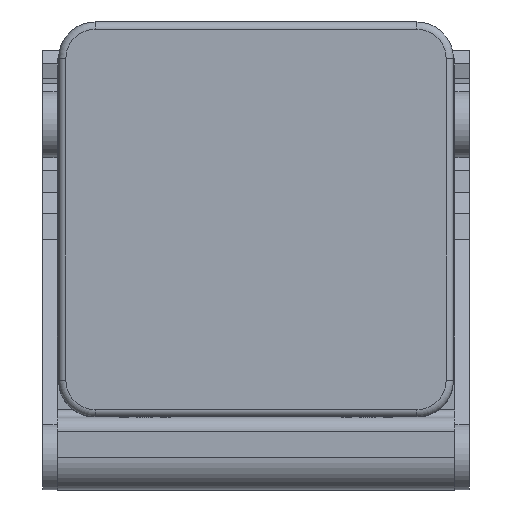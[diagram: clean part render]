
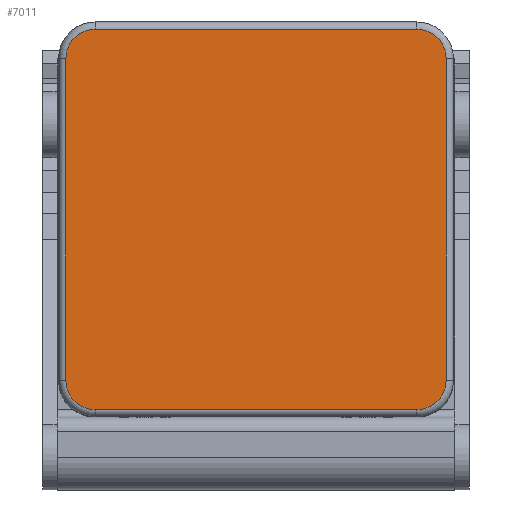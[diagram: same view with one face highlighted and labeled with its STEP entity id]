
A CAD part, top view. The second image highlights one B-rep face of the part: STEP entity #7011.
In plain terms, the highlighted planar face has unit normal (0, 0, 1).
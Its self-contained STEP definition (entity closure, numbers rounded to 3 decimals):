
#249=PLANE('',#7553);
#592=FACE_OUTER_BOUND('',#1001,.T.);
#1001=EDGE_LOOP('',(#5977,#5978,#5979,#5980,#5981,#5982,#5983,#5984));
#1257=CIRCLE('',#7535,4.);
#1261=CIRCLE('',#7541,4.);
#1264=CIRCLE('',#7546,4.);
#1267=CIRCLE('',#7551,4.);
#1911=LINE('',#14672,#2602);
#1912=LINE('',#14680,#2603);
#1913=LINE('',#14688,#2604);
#1914=LINE('',#14694,#2605);
#2602=VECTOR('',#9007,10.);
#2603=VECTOR('',#9018,10.);
#2604=VECTOR('',#9029,10.);
#2605=VECTOR('',#9038,10.);
#3294=VERTEX_POINT('',#14664);
#3295=VERTEX_POINT('',#14666);
#3296=VERTEX_POINT('',#14670);
#3297=VERTEX_POINT('',#14674);
#3298=VERTEX_POINT('',#14678);
#3299=VERTEX_POINT('',#14682);
#3300=VERTEX_POINT('',#14686);
#3301=VERTEX_POINT('',#14690);
#4210=EDGE_CURVE('',#3294,#3295,#1257,.T.);
#4213=EDGE_CURVE('',#3295,#3296,#1911,.T.);
#4215=EDGE_CURVE('',#3296,#3297,#1261,.T.);
#4217=EDGE_CURVE('',#3297,#3298,#1912,.T.);
#4219=EDGE_CURVE('',#3298,#3299,#1264,.T.);
#4221=EDGE_CURVE('',#3299,#3300,#1913,.T.);
#4223=EDGE_CURVE('',#3300,#3301,#1267,.T.);
#4224=EDGE_CURVE('',#3301,#3294,#1914,.T.);
#5977=ORIENTED_EDGE('',*,*,#4210,.F.);
#5978=ORIENTED_EDGE('',*,*,#4224,.F.);
#5979=ORIENTED_EDGE('',*,*,#4223,.F.);
#5980=ORIENTED_EDGE('',*,*,#4221,.F.);
#5981=ORIENTED_EDGE('',*,*,#4219,.F.);
#5982=ORIENTED_EDGE('',*,*,#4217,.F.);
#5983=ORIENTED_EDGE('',*,*,#4215,.F.);
#5984=ORIENTED_EDGE('',*,*,#4213,.F.);
#7011=ADVANCED_FACE('',(#592),#249,.T.);
#7535=AXIS2_PLACEMENT_3D('',#14667,#8999,#9000);
#7541=AXIS2_PLACEMENT_3D('',#14676,#9012,#9013);
#7546=AXIS2_PLACEMENT_3D('',#14684,#9023,#9024);
#7551=AXIS2_PLACEMENT_3D('',#14692,#9034,#9035);
#7553=AXIS2_PLACEMENT_3D('',#14695,#9039,#9040);
#8999=DIRECTION('center_axis',(0.,0.,-1.));
#9000=DIRECTION('ref_axis',(-0.707,0.707,0.));
#9007=DIRECTION('',(1.,0.,0.));
#9012=DIRECTION('center_axis',(0.,0.,-1.));
#9013=DIRECTION('ref_axis',(0.707,0.707,0.));
#9018=DIRECTION('',(0.,-1.,0.));
#9023=DIRECTION('center_axis',(0.,0.,-1.));
#9024=DIRECTION('ref_axis',(0.707,-0.707,0.));
#9029=DIRECTION('',(-1.,0.,0.));
#9034=DIRECTION('center_axis',(0.,0.,-1.));
#9035=DIRECTION('ref_axis',(-0.707,-0.707,0.));
#9038=DIRECTION('',(0.,1.,0.));
#9039=DIRECTION('center_axis',(0.,0.,1.));
#9040=DIRECTION('ref_axis',(1.,0.,0.));
#14664=CARTESIAN_POINT('',(1.,49.2,30.8));
#14666=CARTESIAN_POINT('',(5.,53.2,30.8));
#14667=CARTESIAN_POINT('Origin',(5.,49.2,30.8));
#14670=CARTESIAN_POINT('',(49.2,53.2,30.8));
#14672=CARTESIAN_POINT('',(40.65,53.2,30.8));
#14674=CARTESIAN_POINT('',(53.2,49.2,30.8));
#14676=CARTESIAN_POINT('Origin',(49.2,49.2,30.8));
#14678=CARTESIAN_POINT('',(53.2,5.,30.8));
#14680=CARTESIAN_POINT('',(53.2,13.55,30.8));
#14682=CARTESIAN_POINT('',(49.2,1.,30.8));
#14684=CARTESIAN_POINT('Origin',(49.2,5.,30.8));
#14686=CARTESIAN_POINT('',(5.,1.,30.8));
#14688=CARTESIAN_POINT('',(13.55,1.,30.8));
#14690=CARTESIAN_POINT('',(1.,5.,30.8));
#14692=CARTESIAN_POINT('Origin',(5.,5.,30.8));
#14694=CARTESIAN_POINT('',(1.,40.65,30.8));
#14695=CARTESIAN_POINT('Origin',(27.1,27.1,30.8));
